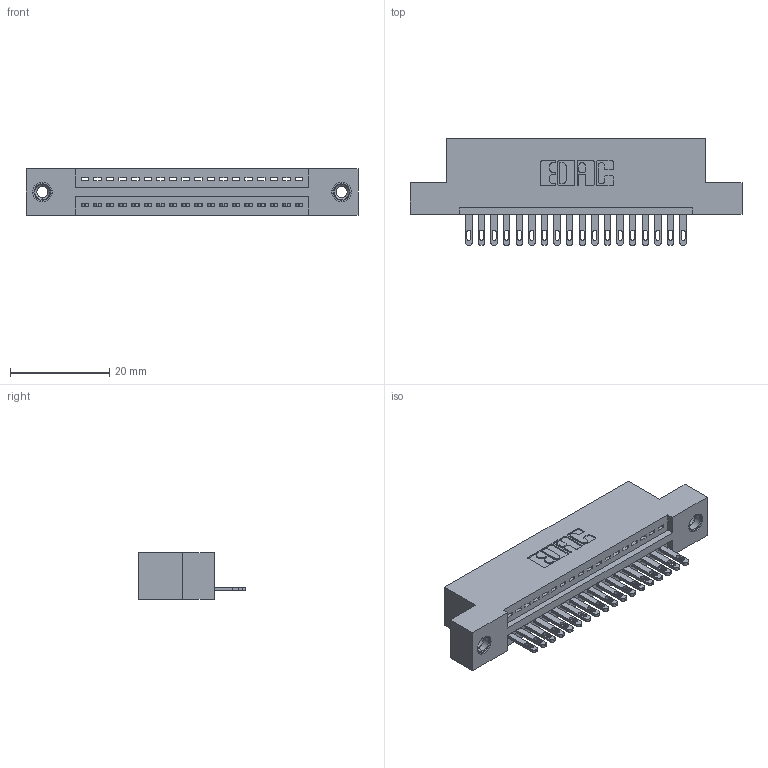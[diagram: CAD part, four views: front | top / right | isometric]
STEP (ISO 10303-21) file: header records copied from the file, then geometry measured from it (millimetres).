
FILE_DESCRIPTION (( 'STEP AP203' ), '1' );
FILE_NAME ('345-018-500-108.STEP', '2019-10-04T16:37:03', ( '' ), ( '' ), 'SwSTEP 2.0', 'SolidWorks 2016', '' );
FILE_SCHEMA (( 'CONFIG_CONTROL_DESIGN' ));
Length unit declared in the file: inch
Products named in the file (4): 345-018-500-108; 345-250-001_345-250-003-102; 345 Part_Flush Mounting Lugs - 0.156 Dia-TI; 345-292-001_345-293-100
Assembly tree (21 placements, depth 2):
  345-018-500-108
    345 Part_Flush Mounting Lugs - 0.156 Dia-TI
    345-292-001_345-293-100  x18
    345-250-001_345-250-003-102  x2
Bounding box: 66.93 x 21.51 x 9.4 mm (x, y, z)
Volume: 6165 mm3; surface area: 7926.1 mm2
Topology: 21 solids, 21 shells, 1158 faces, 3501 edges, 2326 vertices
Faces by surface type: plane 724, cylinder 418, cone 12, torus 4
Entity records: 17894 total; most frequent: CARTESIAN_POINT 3081, ORIENTED_EDGE 3026, DIRECTION 2755, EDGE_CURVE 1513, VECTOR 1285, LINE 1285, VERTEX_POINT 1004, AXIS2_PLACEMENT_3D 735
